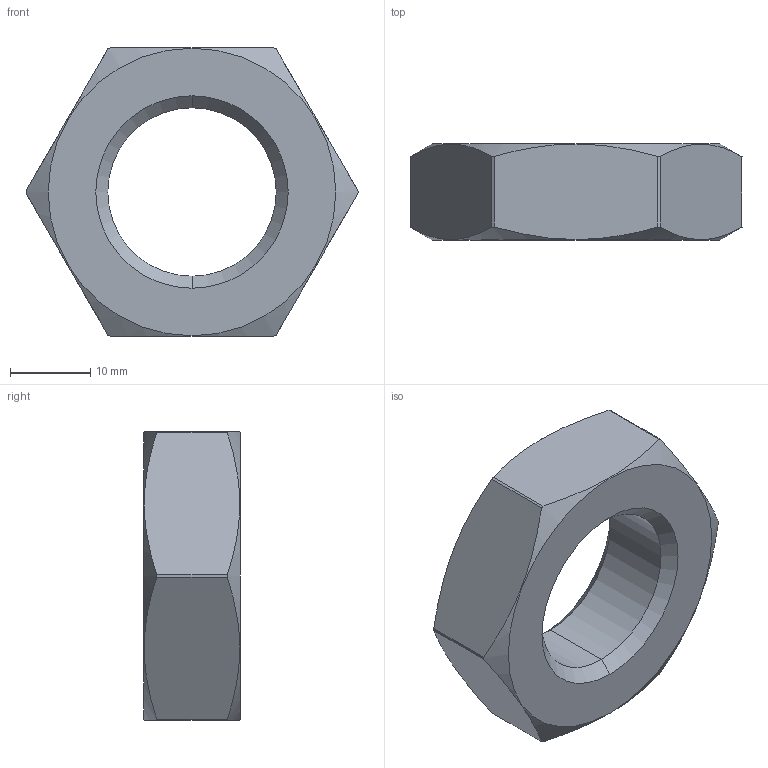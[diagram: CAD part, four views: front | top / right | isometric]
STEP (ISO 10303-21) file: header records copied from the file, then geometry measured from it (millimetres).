
FILE_DESCRIPTION (( 'STEP AP214' ), '1' );
FILE_NAME ('4din439bm24m.STEP', '2014-08-13T08:06:57', ( '' ), ( '' ), 'SwSTEP 2.0', 'SolidWorks 2014', '' );
FILE_SCHEMA (( 'AUTOMOTIVE_DESIGN' ));
Length unit declared in the file: millimetre
Products named in the file (1): 4din439bm24m
Bounding box: 41.4 x 12 x 36 mm (x, y, z)
Volume: 9045.7 mm3; surface area: 3614.6 mm2
Topology: 1 solids, 1 shells, 24 faces, 62 edges, 40 vertices
Faces by surface type: cone 8, cylinder 8, plane 8
Entity records: 910 total; most frequent: CARTESIAN_POINT 271, ORIENTED_EDGE 124, DIRECTION 120, EDGE_CURVE 62, AXIS2_PLACEMENT_3D 49, VERTEX_POINT 40, EDGE_LOOP 26, ADVANCED_FACE 24
